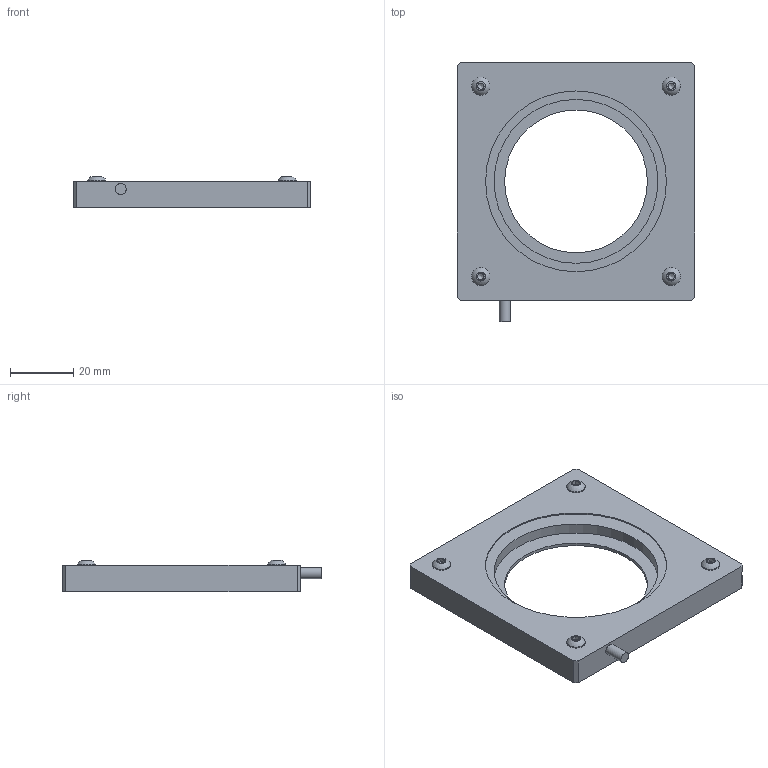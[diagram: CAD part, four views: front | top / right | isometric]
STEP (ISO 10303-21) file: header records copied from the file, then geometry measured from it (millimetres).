
FILE_DESCRIPTION (( 'STEP AP203' ), '1' );
FILE_NAME ('SRZ-75x.STEP', '2016-01-26T08:32:33', ( 'CCS Inc' ), ( 'CCS Inc' ), 'SwSTEP 2.0', 'SolidWorks 2011', '' );
FILE_SCHEMA (( 'CONFIG_CONTROL_DESIGN' ));
Length unit declared in the file: millimetre
Products named in the file (1): SRZ-75x
Bounding box: 75 x 81.69 x 10.05 mm (x, y, z)
Volume: 26820.6 mm3; surface area: 14957.2 mm2
Topology: 1 solids, 1 shells, 101 faces, 211 edges, 133 vertices
Faces by surface type: plane 75, cylinder 18, sphere 4, cone 4
Full cylindrical faces by diameter (mm): 2.5 x4, 3.5 x1, 3.6 x4, 5.7 x4, 45 x1, 51.66 x1, 57 x1, 58.838 x1, 63.36 x1
Entity records: 2591 total; most frequent: DIRECTION 452, CARTESIAN_POINT 414, ORIENTED_EDGE 368, EDGE_CURVE 184, AXIS2_PLACEMENT_3D 166, EDGE_LOOP 146, VERTEX_POINT 128, FACE_OUTER_BOUND 123
